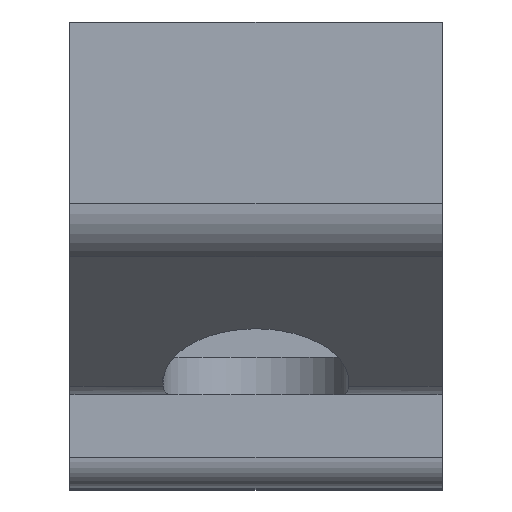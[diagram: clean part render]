
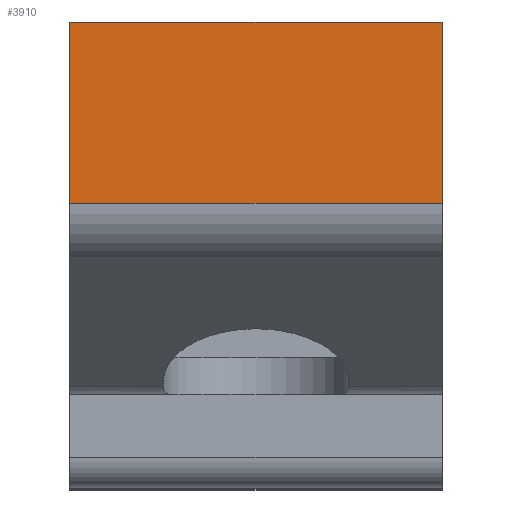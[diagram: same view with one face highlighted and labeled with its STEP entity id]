
A CAD part, top view. The second image highlights one B-rep face of the part: STEP entity #3910.
In plain terms, the highlighted planar face has unit normal (0, 0, 1).
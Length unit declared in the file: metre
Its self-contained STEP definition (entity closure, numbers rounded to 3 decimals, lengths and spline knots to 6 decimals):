
#205=B_SPLINE_CURVE_WITH_KNOTS('',3,(#5899,#5900,#5901,#5902),
 .UNSPECIFIED.,.F.,.F.,(4,4),(0.,1.),.UNSPECIFIED.);
#316=LINE('',#5026,#665);
#366=LINE('',#5364,#715);
#409=LINE('',#5547,#758);
#490=LINE('',#5897,#839);
#665=VECTOR('',#4279,1.);
#715=VECTOR('',#4353,1.);
#758=VECTOR('',#4460,1.);
#839=VECTOR('',#4653,1.);
#1460=ORIENTED_EDGE('',*,*,#2249,.F.);
#1461=ORIENTED_EDGE('',*,*,#2440,.F.);
#1462=ORIENTED_EDGE('',*,*,#2576,.T.);
#1463=ORIENTED_EDGE('',*,*,#2577,.F.);
#1464=ORIENTED_EDGE('',*,*,#2364,.F.);
#2249=EDGE_CURVE('',#2865,#2867,#316,.T.);
#2364=EDGE_CURVE('',#2867,#2981,#366,.T.);
#2440=EDGE_CURVE('',#3053,#2865,#409,.T.);
#2576=EDGE_CURVE('',#3053,#3158,#490,.T.);
#2577=EDGE_CURVE('',#2981,#3158,#205,.F.);
#2865=VERTEX_POINT('',#5024);
#2867=VERTEX_POINT('',#5027);
#2981=VERTEX_POINT('',#5365);
#3053=VERTEX_POINT('',#5548);
#3158=VERTEX_POINT('',#5898);
#3418=EDGE_LOOP('',(#1460,#1461,#1462,#1463,#1464));
#3623=FACE_BOUND('',#3418,.T.);
#3799=PLANE('',#4175);
#3910=ADVANCED_FACE('',(#3623),#3799,.T.);
#4175=AXIS2_PLACEMENT_3D('',#5896,#4651,#4652);
#4279=DIRECTION('',(1.,0.,0.));
#4353=DIRECTION('',(0.,-1.,0.));
#4460=DIRECTION('',(0.,1.,0.));
#4651=DIRECTION('',(0.,0.,1.));
#4652=DIRECTION('',(0.,-1.,0.));
#4653=DIRECTION('',(1.,0.,0.));
#5024=CARTESIAN_POINT('',(-0.003,0.009,0.03));
#5026=CARTESIAN_POINT('',(0.,0.009,0.03));
#5027=CARTESIAN_POINT('',(0.009,0.009,0.03));
#5364=CARTESIAN_POINT('',(0.009,0.01,0.03));
#5365=CARTESIAN_POINT('',(0.009,0.003155,0.03));
#5547=CARTESIAN_POINT('',(-0.003,0.01,0.03));
#5548=CARTESIAN_POINT('',(-0.003,0.003155,0.03));
#5896=CARTESIAN_POINT('',(0.,0.01,0.03));
#5897=CARTESIAN_POINT('',(0.,0.003155,0.03));
#5898=CARTESIAN_POINT('',(0.003,0.003155,0.03));
#5899=CARTESIAN_POINT('',(0.003,0.003155,0.03));
#5900=CARTESIAN_POINT('',(0.005,0.003155,0.03));
#5901=CARTESIAN_POINT('',(0.007,0.003155,0.03));
#5902=CARTESIAN_POINT('',(0.009,0.003155,0.03));
